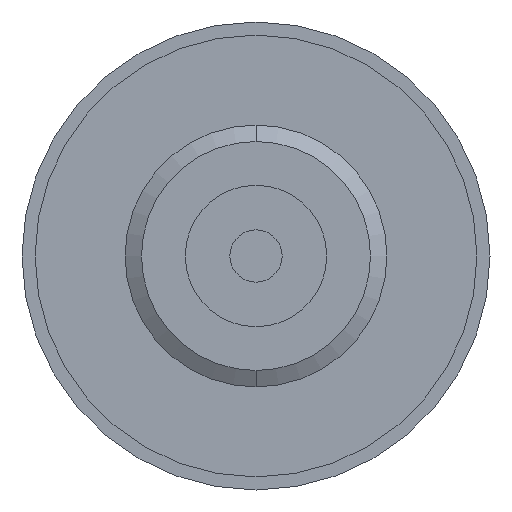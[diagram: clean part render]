
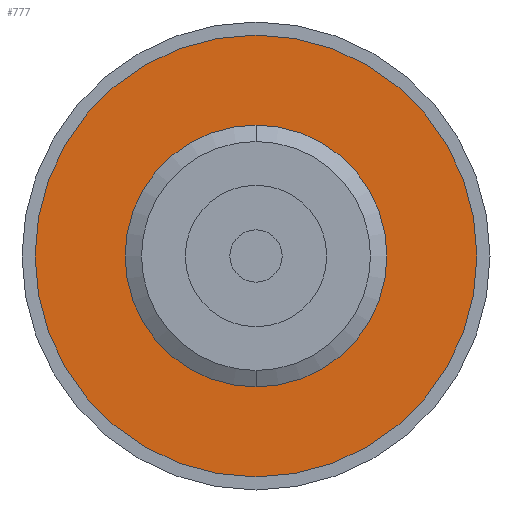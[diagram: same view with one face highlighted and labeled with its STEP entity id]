
A CAD part, front view. The second image highlights one B-rep face of the part: STEP entity #777.
In plain terms, the highlighted planar face has unit normal (0, -1, 0).
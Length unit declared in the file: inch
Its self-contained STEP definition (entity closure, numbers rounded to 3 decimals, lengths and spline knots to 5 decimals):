
#31 = VERTEX_POINT ( 'NONE', #955 ) ;
#33 = EDGE_CURVE ( 'NONE', #31, #34, #954, .T. ) ;
#34 = VERTEX_POINT ( 'NONE', #949 ) ;
#188 = EDGE_CURVE ( 'NONE', #189, #190, #1134, .T. ) ;
#189 = VERTEX_POINT ( 'NONE', #1130 ) ;
#190 = VERTEX_POINT ( 'NONE', #1129 ) ;
#657 = ORIENTED_EDGE ( 'NONE', *, *, #188, .T. ) ;
#658 = EDGE_LOOP ( 'NONE', ( #659, #661 ) ) ;
#659 = ORIENTED_EDGE ( 'NONE', *, *, #660, .F. ) ;
#660 = EDGE_CURVE ( 'NONE', #34, #31, #2071, .T. ) ;
#661 = ORIENTED_EDGE ( 'NONE', *, *, #33, .F. ) ;
#774 = EDGE_CURVE ( 'NONE', #190, #189, #2154, .T. ) ;
#777 = ADVANCED_FACE ( 'NONE', ( #2243, #2242 ), #2240, .T. ) ;
#778 = EDGE_LOOP ( 'NONE', ( #779, #657 ) ) ;
#779 = ORIENTED_EDGE ( 'NONE', *, *, #774, .T. ) ;
#949 = CARTESIAN_POINT ( 'NONE',  ( 0., -0.55, 0.2 ) ) ;
#950 = DIRECTION ( 'NONE',  ( 0., 0., -1. ) ) ;
#951 = DIRECTION ( 'NONE',  ( 0., -1., 0. ) ) ;
#952 = CARTESIAN_POINT ( 'NONE',  ( 0., -0.55, 0. ) ) ;
#953 = AXIS2_PLACEMENT_3D ( 'NONE', #952, #951, #950 ) ;
#954 = CIRCLE ( 'NONE', #953, 0.2 ) ;
#955 = CARTESIAN_POINT ( 'NONE',  ( 0., -0.55, -0.2 ) ) ;
#1129 = CARTESIAN_POINT ( 'NONE',  ( 0., -0.55, 0.3375 ) ) ;
#1130 = CARTESIAN_POINT ( 'NONE',  ( 0., -0.55, -0.3375 ) ) ;
#1131 = DIRECTION ( 'NONE',  ( 0., 0., -1. ) ) ;
#1132 = DIRECTION ( 'NONE',  ( 0., -1., 0. ) ) ;
#1133 = AXIS2_PLACEMENT_3D ( 'NONE', #1140, #1132, #1131 ) ;
#1134 = CIRCLE ( 'NONE', #1133, 0.3375 ) ;
#1140 = CARTESIAN_POINT ( 'NONE',  ( 0., -0.55, 0. ) ) ;
#2067 = DIRECTION ( 'NONE',  ( 0., 0., -1. ) ) ;
#2068 = DIRECTION ( 'NONE',  ( 0., -1., 0. ) ) ;
#2069 = CARTESIAN_POINT ( 'NONE',  ( 0., -0.55, 0. ) ) ;
#2070 = AXIS2_PLACEMENT_3D ( 'NONE', #2069, #2068, #2067 ) ;
#2071 = CIRCLE ( 'NONE', #2070, 0.2 ) ;
#2154 = CIRCLE ( 'NONE', #2247, 0.3375 ) ;
#2238 = CARTESIAN_POINT ( 'NONE',  ( 0., -0.55, 0. ) ) ;
#2239 = AXIS2_PLACEMENT_3D ( 'NONE', #2238, #2259, #2258 ) ;
#2240 = PLANE ( 'NONE',  #2239 ) ;
#2242 = FACE_BOUND ( 'NONE', #658, .T. ) ;
#2243 = FACE_OUTER_BOUND ( 'NONE', #778, .T. ) ;
#2244 = DIRECTION ( 'NONE',  ( 0., 0., -1. ) ) ;
#2245 = DIRECTION ( 'NONE',  ( 0., -1., 0. ) ) ;
#2246 = CARTESIAN_POINT ( 'NONE',  ( 0., -0.55, 0. ) ) ;
#2247 = AXIS2_PLACEMENT_3D ( 'NONE', #2246, #2245, #2244 ) ;
#2258 = DIRECTION ( 'NONE',  ( 0., 0., -1. ) ) ;
#2259 = DIRECTION ( 'NONE',  ( 0., -1., 0. ) ) ;
